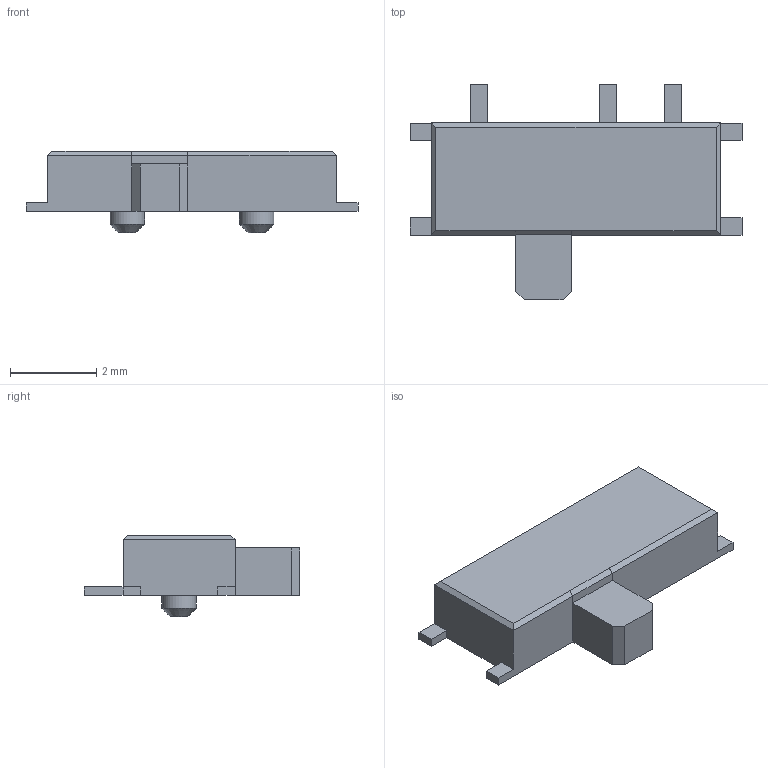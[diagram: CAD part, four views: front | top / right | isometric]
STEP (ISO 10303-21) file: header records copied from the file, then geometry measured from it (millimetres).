
FILE_DESCRIPTION(/* description */ (''),/* implementation_level */ '2;1');
FILE_NAME(/* name */ 'KPS-1290.step',/* time_stamp */ '2019-12-23T13:39:39+05:00',/* author */ (''),/* organization */ (''),/* preprocessor_version */ 'ST-DEVELOPER v18',/* originating_system */ 'Autodesk Translation Framework v8.12.0.6',/* authorisation */ '');
FILE_SCHEMA (('AUTOMOTIVE_DESIGN { 1 0 10303 214 3 1 1 }'));
Length unit declared in the file: millimetre
Products named in the file (1): switch_kps-1290
Bounding box: 7.7 x 5 x 1.9 mm (x, y, z)
Volume: 27.2 mm3; surface area: 74.1 mm2
Topology: 1 solids, 1 shells, 52 faces, 136 edges, 88 vertices
Faces by surface type: plane 48, cone 2, cylinder 2
Full cylindrical faces by diameter (mm): 0.8 x2
Entity records: 1595 total; most frequent: CARTESIAN_POINT 277, ORIENTED_EDGE 272, DIRECTION 248, EDGE_CURVE 136, LINE 130, VECTOR 130, VERTEX_POINT 88, AXIS2_PLACEMENT_3D 59
